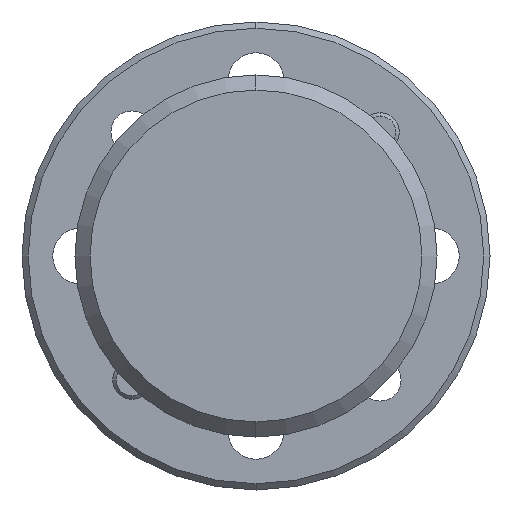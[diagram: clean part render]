
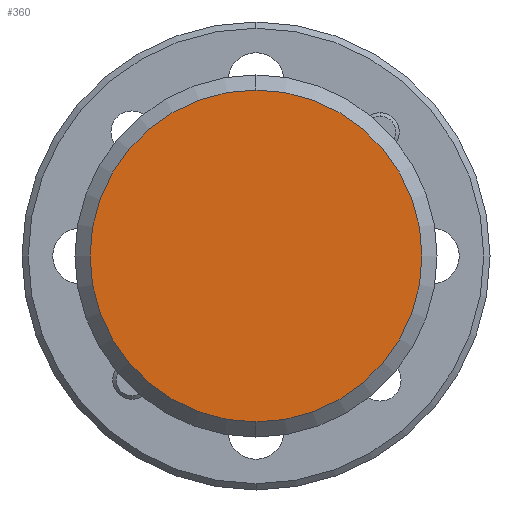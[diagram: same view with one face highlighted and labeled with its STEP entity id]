
A CAD part, left-side view. The second image highlights one B-rep face of the part: STEP entity #360.
In plain terms, the highlighted planar face has unit normal (-1, 0, 0).
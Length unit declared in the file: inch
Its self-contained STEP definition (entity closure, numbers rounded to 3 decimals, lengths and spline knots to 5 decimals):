
#20 = PLANE ( 'NONE',  #1975 ) ;
#30 = CIRCLE ( 'NONE', #1437, 0.266 ) ;
#63 = EDGE_CURVE ( 'NONE', #1295, #1628, #30, .T. ) ;
#199 = ORIENTED_EDGE ( 'NONE', *, *, #63, .T. ) ;
#360 = ADVANCED_FACE ( 'NONE', ( #761 ), #20, .T. ) ;
#374 = DIRECTION ( 'NONE',  ( -1., 0., 0. ) ) ;
#394 = DIRECTION ( 'NONE',  ( -1., 0., 0. ) ) ;
#466 = CARTESIAN_POINT ( 'NONE',  ( -1., 0., 0.266 ) ) ;
#702 = DIRECTION ( 'NONE',  ( 0., 0., 1. ) ) ;
#761 = FACE_OUTER_BOUND ( 'NONE', #2134, .T. ) ;
#786 = DIRECTION ( 'NONE',  ( 0., 0., 1. ) ) ;
#849 = ORIENTED_EDGE ( 'NONE', *, *, #1836, .T. ) ;
#1051 = CARTESIAN_POINT ( 'NONE',  ( -1., 0.296, 0. ) ) ;
#1122 = DIRECTION ( 'NONE',  ( -1., 0., 0. ) ) ;
#1261 = AXIS2_PLACEMENT_3D ( 'NONE', #2125, #394, #702 ) ;
#1295 = VERTEX_POINT ( 'NONE', #1689 ) ;
#1437 = AXIS2_PLACEMENT_3D ( 'NONE', #1959, #1122, #786 ) ;
#1533 = DIRECTION ( 'NONE',  ( 0., 0., 1. ) ) ;
#1628 = VERTEX_POINT ( 'NONE', #466 ) ;
#1689 = CARTESIAN_POINT ( 'NONE',  ( -1., 0., -0.266 ) ) ;
#1836 = EDGE_CURVE ( 'NONE', #1628, #1295, #2092, .T. ) ;
#1959 = CARTESIAN_POINT ( 'NONE',  ( -1., 0., 0. ) ) ;
#1975 = AXIS2_PLACEMENT_3D ( 'NONE', #1051, #374, #1533 ) ;
#2092 = CIRCLE ( 'NONE', #1261, 0.266 ) ;
#2125 = CARTESIAN_POINT ( 'NONE',  ( -1., 0., 0. ) ) ;
#2134 = EDGE_LOOP ( 'NONE', ( #199, #849 ) ) ;
